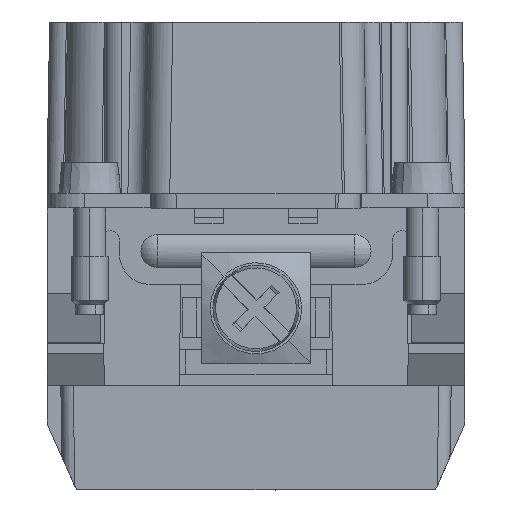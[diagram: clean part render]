
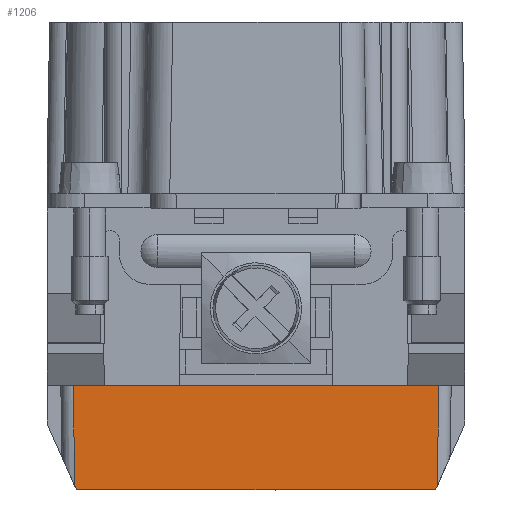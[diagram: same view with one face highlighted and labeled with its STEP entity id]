
A CAD part, front view. The second image highlights one B-rep face of the part: STEP entity #1206.
In plain terms, the highlighted planar face has unit normal (0, -1, -0.009).
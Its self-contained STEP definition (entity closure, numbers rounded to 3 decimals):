
#1163=AXIS2_PLACEMENT_3D('Plane Axis2P3D',#1160,#1161,#1162) ;
#148=CARTESIAN_POINT('Line Origine',(31.587,13.073,0.159)) ;
#152=CARTESIAN_POINT('Vertex',(31.517,13.074,0.)) ;
#154=CARTESIAN_POINT('Vertex',(31.658,13.072,0.317)) ;
#1160=CARTESIAN_POINT('Axis2P3D Location',(-118.398,13.001,8.45)) ;
#1165=CARTESIAN_POINT('Line Origine',(2.171,13.036,4.384)) ;
#1169=CARTESIAN_POINT('Vertex',(2.1,13.001,8.45)) ;
#1171=CARTESIAN_POINT('Vertex',(2.242,13.072,0.317)) ;
#1174=CARTESIAN_POINT('Line Origine',(2.313,13.073,0.159)) ;
#1178=CARTESIAN_POINT('Vertex',(2.383,13.074,0.)) ;
#1181=CARTESIAN_POINT('Line Origine',(16.95,13.074,0.)) ;
#1186=CARTESIAN_POINT('Line Origine',(31.729,13.036,4.384)) ;
#1190=CARTESIAN_POINT('Vertex',(31.8,13.001,8.45)) ;
#1193=CARTESIAN_POINT('Line Origine',(16.95,13.001,8.45)) ;
#149=DIRECTION('Vector Direction',(0.407,-0.008,0.914)) ;
#1161=DIRECTION('Axis2P3D Direction',(0.,-1.,-0.009)) ;
#1162=DIRECTION('Axis2P3D XDirection',(0.,-0.009,1.)) ;
#1166=DIRECTION('Vector Direction',(0.017,0.009,-1.)) ;
#1175=DIRECTION('Vector Direction',(0.407,0.008,-0.914)) ;
#1182=DIRECTION('Vector Direction',(1.,0.,0.)) ;
#1187=DIRECTION('Vector Direction',(-0.017,0.009,-1.)) ;
#1194=DIRECTION('Vector Direction',(-1.,0.,0.)) ;
#150=VECTOR('Line Direction',#149,1.) ;
#1167=VECTOR('Line Direction',#1166,1.) ;
#1176=VECTOR('Line Direction',#1175,1.) ;
#1183=VECTOR('Line Direction',#1182,1.) ;
#1188=VECTOR('Line Direction',#1187,1.) ;
#1195=VECTOR('Line Direction',#1194,1.) ;
#1199=ORIENTED_EDGE('',*,*,#1173,.T.) ;
#1200=ORIENTED_EDGE('',*,*,#1180,.T.) ;
#1201=ORIENTED_EDGE('',*,*,#1185,.T.) ;
#1202=ORIENTED_EDGE('',*,*,#156,.T.) ;
#1203=ORIENTED_EDGE('',*,*,#1192,.F.) ;
#1204=ORIENTED_EDGE('',*,*,#1197,.T.) ;
#1206=ADVANCED_FACE('Hauptkoerper',(#1205),#1164,.T.) ;
#156=EDGE_CURVE('',#153,#155,#151,.T.) ;
#1173=EDGE_CURVE('',#1170,#1172,#1168,.T.) ;
#1180=EDGE_CURVE('',#1172,#1179,#1177,.T.) ;
#1185=EDGE_CURVE('',#1179,#153,#1184,.T.) ;
#1192=EDGE_CURVE('',#1191,#155,#1189,.T.) ;
#1197=EDGE_CURVE('',#1191,#1170,#1196,.T.) ;
#1198=EDGE_LOOP('',(#1199,#1200,#1201,#1202,#1203,#1204)) ;
#1205=FACE_OUTER_BOUND('',#1198,.T.) ;
#151=LINE('Line',#148,#150) ;
#1168=LINE('Line',#1165,#1167) ;
#1177=LINE('Line',#1174,#1176) ;
#1184=LINE('Line',#1181,#1183) ;
#1189=LINE('Line',#1186,#1188) ;
#1196=LINE('Line',#1193,#1195) ;
#1164=PLANE('',#1163) ;
#153=VERTEX_POINT('',#152) ;
#155=VERTEX_POINT('',#154) ;
#1170=VERTEX_POINT('',#1169) ;
#1172=VERTEX_POINT('',#1171) ;
#1179=VERTEX_POINT('',#1178) ;
#1191=VERTEX_POINT('',#1190) ;
